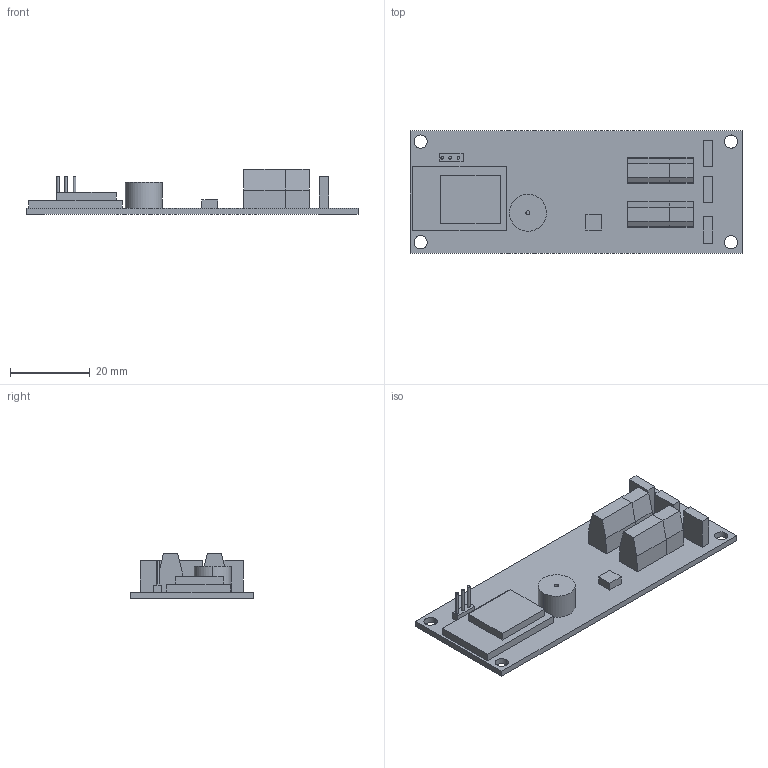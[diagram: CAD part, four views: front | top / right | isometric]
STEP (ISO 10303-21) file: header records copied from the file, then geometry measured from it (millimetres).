
FILE_DESCRIPTION(/* description */ (''),/* implementation_level */ '2;1');
FILE_NAME(/* name */ 'eggtimer proton',/* time_stamp */ '2021-08-29T14:51:52-07:00',/* author */ (''),/* organization */ (''),/* preprocessor_version */ 'ST-DEVELOPER v16.5',/* originating_system */ '',/* authorisation */ '');
FILE_SCHEMA (('CONFIG_CONTROL_DESIGN'));
Length unit declared in the file: millimetre
Products named in the file (1): Document
Bounding box: 83.44 x 30.75 x 11.41 mm (x, y, z)
Volume: 7677.6 mm3; surface area: 7258.4 mm2
Topology: 1 solids, 1 shells, 103 faces, 249 edges, 165 vertices
Faces by surface type: plane 85, cylinder 18
Entity records: 2712 total; most frequent: CARTESIAN_POINT 899, ORIENTED_EDGE 488, EDGE_CURVE 244, B_SPLINE_CURVE_WITH_KNOTS 191, VERTEX_POINT 160, EDGE_LOOP 128, ADVANCED_FACE 103, FACE_OUTER_BOUND 103
